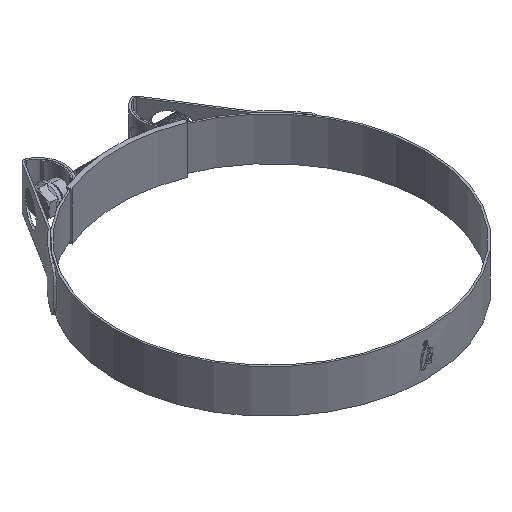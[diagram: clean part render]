
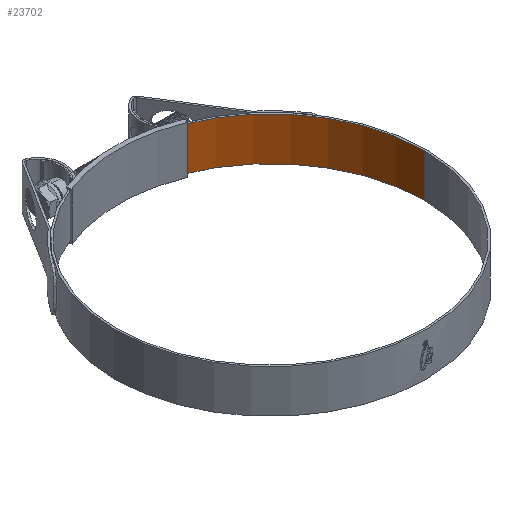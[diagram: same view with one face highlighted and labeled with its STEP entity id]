
A CAD part, isometric view. The second image highlights one B-rep face of the part: STEP entity #23702.
In plain terms, the highlighted cylindrical face has radius 100 mm (diameter 200 mm), a partial arc.
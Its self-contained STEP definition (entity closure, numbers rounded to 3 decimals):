
#646 = CARTESIAN_POINT ( 'NONE',  ( 0., 0., 14. ) ) ;
#1653 = ORIENTED_EDGE ( 'NONE', *, *, #35574, .T. ) ;
#2131 = AXIS2_PLACEMENT_3D ( 'NONE', #646, #28351, #13065 ) ;
#2727 = DIRECTION ( 'NONE',  ( -1., 0., 0. ) ) ;
#4608 = AXIS2_PLACEMENT_3D ( 'NONE', #36444, #30081, #2727 ) ;
#4748 = EDGE_LOOP ( 'NONE', ( #30175, #25181, #20324, #1653 ) ) ;
#5306 = DIRECTION ( 'NONE',  ( 0., 0., -1. ) ) ;
#5567 = DIRECTION ( 'NONE',  ( 0., 0., -1. ) ) ;
#6405 = EDGE_CURVE ( 'NONE', #35153, #19927, #18162, .T. ) ;
#10813 = CARTESIAN_POINT ( 'NONE',  ( 35.275, 93.572, 14. ) ) ;
#13065 = DIRECTION ( 'NONE',  ( -1., 0., 0. ) ) ;
#13988 = CARTESIAN_POINT ( 'NONE',  ( 100., 0., 14. ) ) ;
#16242 = CYLINDRICAL_SURFACE ( 'NONE', #2131, 100. ) ;
#18162 = LINE ( 'NONE', #27111, #36662 ) ;
#19927 = VERTEX_POINT ( 'NONE', #35629 ) ;
#20088 = CARTESIAN_POINT ( 'NONE',  ( 0., 0., 14. ) ) ;
#20324 = ORIENTED_EDGE ( 'NONE', *, *, #28997, .T. ) ;
#21857 = AXIS2_PLACEMENT_3D ( 'NONE', #20088, #5306, #32438 ) ;
#22950 = DIRECTION ( 'NONE',  ( 0., 0., -1. ) ) ;
#23702 = ADVANCED_FACE ( 'NONE', ( #31340 ), #16242, .F. ) ;
#24797 = VERTEX_POINT ( 'NONE', #34573 ) ;
#25181 = ORIENTED_EDGE ( 'NONE', *, *, #35917, .F. ) ;
#25959 = LINE ( 'NONE', #10813, #32184 ) ;
#27111 = CARTESIAN_POINT ( 'NONE',  ( 100., 0., 14. ) ) ;
#28351 = DIRECTION ( 'NONE',  ( 0., 0., -1. ) ) ;
#28997 = EDGE_CURVE ( 'NONE', #24797, #37841, #25959, .T. ) ;
#30081 = DIRECTION ( 'NONE',  ( 0., 0., -1. ) ) ;
#30175 = ORIENTED_EDGE ( 'NONE', *, *, #6405, .F. ) ;
#30745 = CIRCLE ( 'NONE', #21857, 100. ) ;
#31340 = FACE_OUTER_BOUND ( 'NONE', #4748, .T. ) ;
#32184 = VECTOR ( 'NONE', #22950, 1000. ) ;
#32438 = DIRECTION ( 'NONE',  ( -1., 0., 0. ) ) ;
#33652 = CARTESIAN_POINT ( 'NONE',  ( 35.275, 93.572, -14. ) ) ;
#34573 = CARTESIAN_POINT ( 'NONE',  ( 35.275, 93.572, 14. ) ) ;
#35153 = VERTEX_POINT ( 'NONE', #13988 ) ;
#35574 = EDGE_CURVE ( 'NONE', #37841, #19927, #39020, .T. ) ;
#35629 = CARTESIAN_POINT ( 'NONE',  ( 100., 0., -14. ) ) ;
#35917 = EDGE_CURVE ( 'NONE', #24797, #35153, #30745, .T. ) ;
#36444 = CARTESIAN_POINT ( 'NONE',  ( 0., 0., -14. ) ) ;
#36662 = VECTOR ( 'NONE', #5567, 1000. ) ;
#37841 = VERTEX_POINT ( 'NONE', #33652 ) ;
#39020 = CIRCLE ( 'NONE', #4608, 100. ) ;
